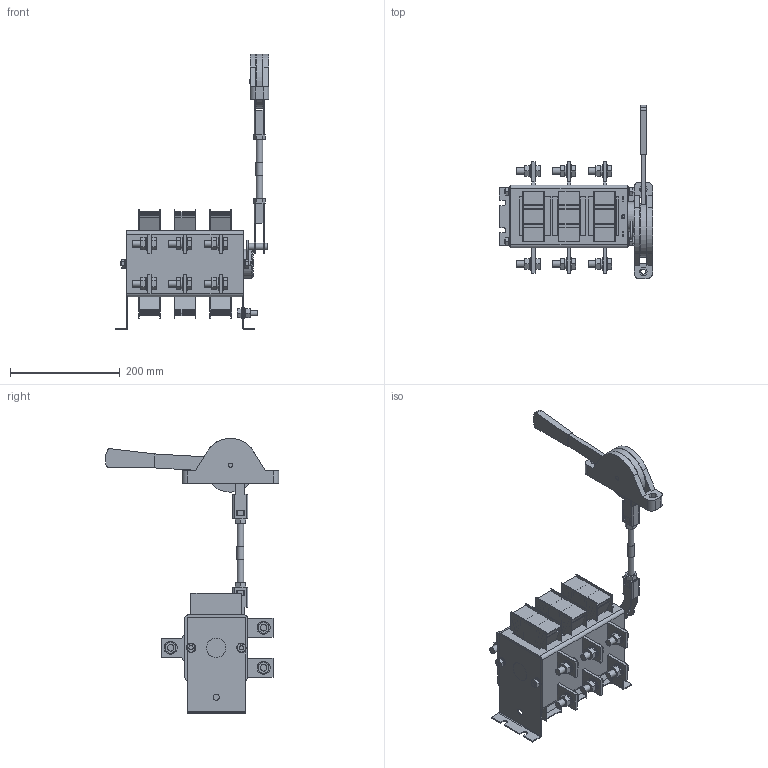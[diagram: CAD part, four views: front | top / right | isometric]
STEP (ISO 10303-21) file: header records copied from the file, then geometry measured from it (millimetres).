
FILE_DESCRIPTION (( 'STEP AP214' ), '1' );
FILE_NAME ('SRK01-221-630 Âûêëþ÷àòåëü-ðàçúåäèíèòåëü ÂÐ32È-39A71240 630À IEK.STEP', '2018-05-17T12:37:24', ( '' ), ( '' ), 'SwSTEP 2.0', 'SolidWorks 2014', '' );
FILE_SCHEMA (( 'AUTOMOTIVE_DESIGN' ));
Length unit declared in the file: millimetre
Products named in the file (1): SRK01-221-630 Âûêëþ÷àòåëü-ðàçúåäèíèòåëü ÂÐ32È-39A71240 630À IEK
Bounding box: 279.25 x 315.95 x 501.46 mm (x, y, z)
Volume: 2619934.2 mm3; surface area: 839178.2 mm2
Topology: 33 solids, 33 shells, 2293 faces, 6422 edges, 4243 vertices
Faces by surface type: plane 1581, cylinder 706, bspline 4, cone 1, torus 1
Full cylindrical faces by diameter (mm): 8 x16, 8.2 x4, 9 x2, 10 x2, 10.4 x3, 11.2 x2, 11.364 x1, 12 x27, 12.3 x18, 12.5 x2, 14.2 x9, 17 x4, 21 x3, 24 x18, 33.5 x1, 35 x3, 35.5 x2, 39 x1, 43 x1, 53.5 x1, 98 x1
Entity records: 73477 total; most frequent: CARTESIAN_POINT 13112, ORIENTED_EDGE 12518, DIRECTION 12222, EDGE_CURVE 6259, VECTOR 4724, LINE 4724, VERTEX_POINT 4207, AXIS2_PLACEMENT_3D 3749
